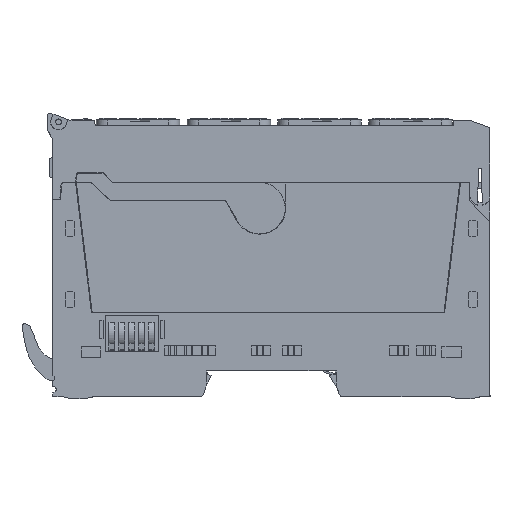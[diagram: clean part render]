
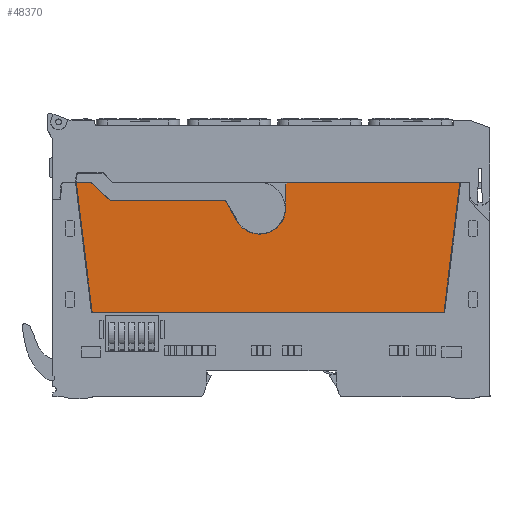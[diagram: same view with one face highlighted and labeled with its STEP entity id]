
A CAD part, left-side view. The second image highlights one B-rep face of the part: STEP entity #48370.
In plain terms, the highlighted planar face has unit normal (-1, 0, 0).
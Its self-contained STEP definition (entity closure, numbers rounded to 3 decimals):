
#1457=AXIS2_PLACEMENT_3D('Plane Axis2P3D',#1454,#1455,#1456) ;
#30205=AXIS2_PLACEMENT_3D('Circle Axis2P3D',#30203,#30204,$) ;
#30255=AXIS2_PLACEMENT_3D('Circle Axis2P3D',#30253,#30254,$) ;
#30330=AXIS2_PLACEMENT_3D('Circle Axis2P3D',#30328,#30329,$) ;
#1454=CARTESIAN_POINT('Axis2P3D Location',(0.,118.817,0.6)) ;
#30035=CARTESIAN_POINT('Vertex',(0.,55.85,52.075)) ;
#30038=CARTESIAN_POINT('Line Origine',(0.,55.85,55.325)) ;
#30042=CARTESIAN_POINT('Vertex',(0.,55.85,58.575)) ;
#30063=CARTESIAN_POINT('Line Origine',(0.,55.6,58.825)) ;
#30067=CARTESIAN_POINT('Vertex',(0.,55.35,59.075)) ;
#30083=CARTESIAN_POINT('Line Origine',(0.,31.799,59.075)) ;
#30087=CARTESIAN_POINT('Vertex',(0.,8.248,59.075)) ;
#30108=CARTESIAN_POINT('Line Origine',(0.,10.421,41.375)) ;
#30112=CARTESIAN_POINT('Vertex',(0.,12.595,23.675)) ;
#30133=CARTESIAN_POINT('Line Origine',(0.,60.65,23.675)) ;
#30137=CARTESIAN_POINT('Vertex',(0.,108.705,23.675)) ;
#30158=CARTESIAN_POINT('Line Origine',(0.,110.879,41.375)) ;
#30162=CARTESIAN_POINT('Vertex',(0.,113.052,59.075)) ;
#30178=CARTESIAN_POINT('Line Origine',(0.,111.224,59.075)) ;
#30182=CARTESIAN_POINT('Vertex',(0.,109.396,59.075)) ;
#30203=CARTESIAN_POINT('Axis2P3D Location',(0.,109.396,58.075)) ;
#30207=CARTESIAN_POINT('Vertex',(0.,108.688,58.782)) ;
#30228=CARTESIAN_POINT('Line Origine',(0.,106.76,56.853)) ;
#30232=CARTESIAN_POINT('Vertex',(0.,104.831,54.924)) ;
#30253=CARTESIAN_POINT('Axis2P3D Location',(0.,102.78,56.975)) ;
#30257=CARTESIAN_POINT('Vertex',(0.,102.78,54.075)) ;
#30278=CARTESIAN_POINT('Line Origine',(0.,87.542,54.075)) ;
#30282=CARTESIAN_POINT('Vertex',(0.,72.303,54.075)) ;
#30303=CARTESIAN_POINT('Line Origine',(0.,70.701,51.3)) ;
#30307=CARTESIAN_POINT('Vertex',(0.,69.099,48.525)) ;
#30328=CARTESIAN_POINT('Axis2P3D Location',(0.,62.95,52.075)) ;
#1455=DIRECTION('Axis2P3D Direction',(1.,0.,0.)) ;
#1456=DIRECTION('Axis2P3D XDirection',(0.,-1.,0.)) ;
#30039=DIRECTION('Vector Direction',(0.,0.,1.)) ;
#30064=DIRECTION('Vector Direction',(0.,-0.707,0.707)) ;
#30084=DIRECTION('Vector Direction',(0.,-1.,0.)) ;
#30109=DIRECTION('Vector Direction',(0.,0.122,-0.993)) ;
#30134=DIRECTION('Vector Direction',(0.,1.,0.)) ;
#30159=DIRECTION('Vector Direction',(0.,0.122,0.993)) ;
#30179=DIRECTION('Vector Direction',(0.,-1.,0.)) ;
#30204=DIRECTION('Axis2P3D Direction',(-1.,0.,0.)) ;
#30229=DIRECTION('Vector Direction',(0.,-0.707,-0.707)) ;
#30254=DIRECTION('Axis2P3D Direction',(-1.,0.,0.)) ;
#30279=DIRECTION('Vector Direction',(0.,-1.,0.)) ;
#30304=DIRECTION('Vector Direction',(0.,-0.5,-0.866)) ;
#30329=DIRECTION('Axis2P3D Direction',(-1.,0.,0.)) ;
#30040=VECTOR('Line Direction',#30039,1.) ;
#30065=VECTOR('Line Direction',#30064,1.) ;
#30085=VECTOR('Line Direction',#30084,1.) ;
#30110=VECTOR('Line Direction',#30109,1.) ;
#30135=VECTOR('Line Direction',#30134,1.) ;
#30160=VECTOR('Line Direction',#30159,1.) ;
#30180=VECTOR('Line Direction',#30179,1.) ;
#30230=VECTOR('Line Direction',#30229,1.) ;
#30280=VECTOR('Line Direction',#30279,1.) ;
#30305=VECTOR('Line Direction',#30304,1.) ;
#48356=ORIENTED_EDGE('',*,*,#30114,.T.) ;
#48357=ORIENTED_EDGE('',*,*,#30089,.T.) ;
#48358=ORIENTED_EDGE('',*,*,#30069,.T.) ;
#48359=ORIENTED_EDGE('',*,*,#30044,.T.) ;
#48360=ORIENTED_EDGE('',*,*,#30332,.T.) ;
#48361=ORIENTED_EDGE('',*,*,#30309,.T.) ;
#48362=ORIENTED_EDGE('',*,*,#30284,.T.) ;
#48363=ORIENTED_EDGE('',*,*,#30259,.T.) ;
#48364=ORIENTED_EDGE('',*,*,#30234,.T.) ;
#48365=ORIENTED_EDGE('',*,*,#30209,.T.) ;
#48366=ORIENTED_EDGE('',*,*,#30184,.T.) ;
#48367=ORIENTED_EDGE('',*,*,#30164,.T.) ;
#48368=ORIENTED_EDGE('',*,*,#30139,.T.) ;
#48370=ADVANCED_FACE('Modul',(#48369),#1458,.F.) ;
#30206=CIRCLE('generated circle',#30205,1.) ;
#30256=CIRCLE('generated circle',#30255,2.9) ;
#30331=CIRCLE('generated circle',#30330,7.1) ;
#30044=EDGE_CURVE('',#30043,#30036,#30041,.F.) ;
#30069=EDGE_CURVE('',#30068,#30043,#30066,.F.) ;
#30089=EDGE_CURVE('',#30088,#30068,#30086,.F.) ;
#30114=EDGE_CURVE('',#30113,#30088,#30111,.F.) ;
#30139=EDGE_CURVE('',#30138,#30113,#30136,.F.) ;
#30164=EDGE_CURVE('',#30163,#30138,#30161,.F.) ;
#30184=EDGE_CURVE('',#30183,#30163,#30181,.F.) ;
#30209=EDGE_CURVE('',#30208,#30183,#30206,.T.) ;
#30234=EDGE_CURVE('',#30233,#30208,#30231,.F.) ;
#30259=EDGE_CURVE('',#30258,#30233,#30256,.F.) ;
#30284=EDGE_CURVE('',#30283,#30258,#30281,.F.) ;
#30309=EDGE_CURVE('',#30308,#30283,#30306,.F.) ;
#30332=EDGE_CURVE('',#30036,#30308,#30331,.F.) ;
#48355=EDGE_LOOP('',(#48356,#48357,#48358,#48359,#48360,#48361,#48362,#48363,#48364,#48365,#48366,#48367,#48368)) ;
#48369=FACE_OUTER_BOUND('',#48355,.T.) ;
#30041=LINE('Line',#30038,#30040) ;
#30066=LINE('Line',#30063,#30065) ;
#30086=LINE('Line',#30083,#30085) ;
#30111=LINE('Line',#30108,#30110) ;
#30136=LINE('Line',#30133,#30135) ;
#30161=LINE('Line',#30158,#30160) ;
#30181=LINE('Line',#30178,#30180) ;
#30231=LINE('Line',#30228,#30230) ;
#30281=LINE('Line',#30278,#30280) ;
#30306=LINE('Line',#30303,#30305) ;
#1458=PLANE('',#1457) ;
#30036=VERTEX_POINT('',#30035) ;
#30043=VERTEX_POINT('',#30042) ;
#30068=VERTEX_POINT('',#30067) ;
#30088=VERTEX_POINT('',#30087) ;
#30113=VERTEX_POINT('',#30112) ;
#30138=VERTEX_POINT('',#30137) ;
#30163=VERTEX_POINT('',#30162) ;
#30183=VERTEX_POINT('',#30182) ;
#30208=VERTEX_POINT('',#30207) ;
#30233=VERTEX_POINT('',#30232) ;
#30258=VERTEX_POINT('',#30257) ;
#30283=VERTEX_POINT('',#30282) ;
#30308=VERTEX_POINT('',#30307) ;
